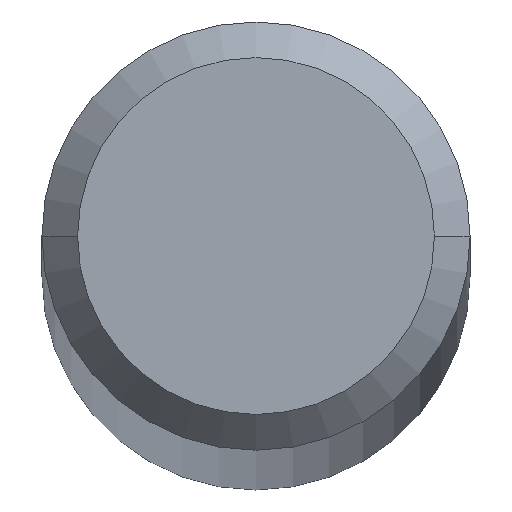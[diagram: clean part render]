
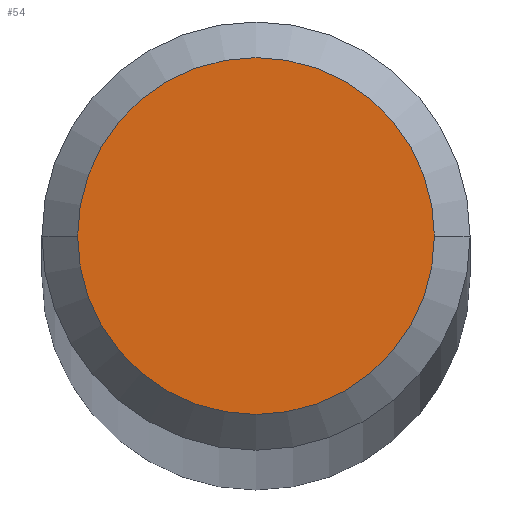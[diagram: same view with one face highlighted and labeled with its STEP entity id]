
A CAD part, top view. The second image highlights one B-rep face of the part: STEP entity #54.
In plain terms, the highlighted planar face has unit normal (0, 0, 1).
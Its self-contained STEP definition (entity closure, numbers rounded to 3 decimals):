
#13 = PLANE ( 'NONE',  #68 ) ;
#23 = ORIENTED_EDGE ( 'NONE', *, *, #206, .T. ) ;
#28 = CIRCLE ( 'NONE', #231, 2.5 ) ;
#38 = FACE_OUTER_BOUND ( 'NONE', #52, .T. ) ;
#52 = EDGE_LOOP ( 'NONE', ( #109, #23 ) ) ;
#53 = CIRCLE ( 'NONE', #132, 2.5 ) ;
#54 = ADVANCED_FACE ( 'NONE', ( #38 ), #13, .T. ) ;
#57 = CARTESIAN_POINT ( 'NONE',  ( 2.5, 0., 160. ) ) ;
#59 = CARTESIAN_POINT ( 'NONE',  ( 0., 0., 160. ) ) ;
#68 = AXIS2_PLACEMENT_3D ( 'NONE', #107, #141, #240 ) ;
#79 = DIRECTION ( 'NONE',  ( 1., 0., 0. ) ) ;
#92 = DIRECTION ( 'NONE',  ( 0., 0., 1. ) ) ;
#107 = CARTESIAN_POINT ( 'NONE',  ( 0., 0., 160. ) ) ;
#109 = ORIENTED_EDGE ( 'NONE', *, *, #146, .T. ) ;
#129 = VERTEX_POINT ( 'NONE', #188 ) ;
#132 = AXIS2_PLACEMENT_3D ( 'NONE', #201, #92, #182 ) ;
#141 = DIRECTION ( 'NONE',  ( 0., 0., 1. ) ) ;
#146 = EDGE_CURVE ( 'NONE', #129, #238, #53, .T. ) ;
#171 = DIRECTION ( 'NONE',  ( 0., 0., 1. ) ) ;
#182 = DIRECTION ( 'NONE',  ( 1., 0., 0. ) ) ;
#188 = CARTESIAN_POINT ( 'NONE',  ( -2.5, 0., 160. ) ) ;
#201 = CARTESIAN_POINT ( 'NONE',  ( 0., 0., 160. ) ) ;
#206 = EDGE_CURVE ( 'NONE', #238, #129, #28, .T. ) ;
#231 = AXIS2_PLACEMENT_3D ( 'NONE', #59, #171, #79 ) ;
#238 = VERTEX_POINT ( 'NONE', #57 ) ;
#240 = DIRECTION ( 'NONE',  ( 1., 0., 0. ) ) ;
